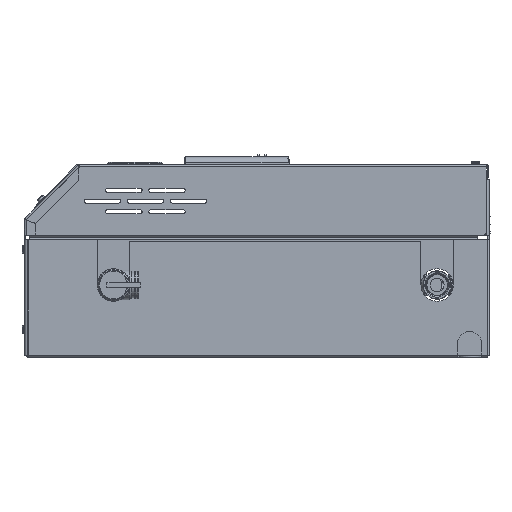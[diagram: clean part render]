
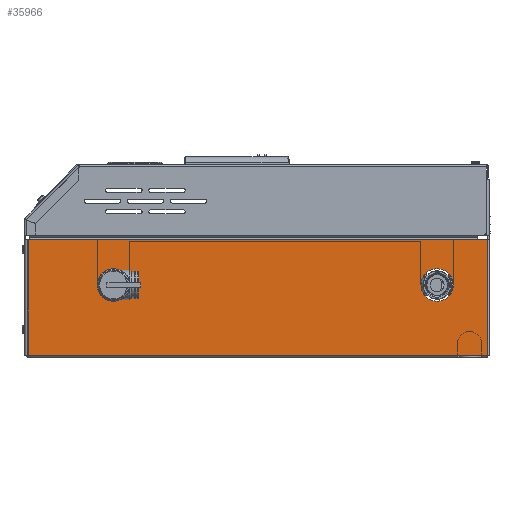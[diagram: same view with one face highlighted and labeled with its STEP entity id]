
A CAD part, left-side view. The second image highlights one B-rep face of the part: STEP entity #35966.
In plain terms, the highlighted planar face has unit normal (-1, 0, 0).
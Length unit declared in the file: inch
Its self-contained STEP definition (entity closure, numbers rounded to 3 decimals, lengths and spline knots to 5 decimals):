
#1791 = DIRECTION ( 'NONE',  ( 1., 0., 0. ) ) ;
#2281 = DIRECTION ( 'NONE',  ( 0., 1., 0. ) ) ;
#2348 = CARTESIAN_POINT ( 'NONE',  ( -4.45312, 11.84725, -0.124 ) ) ;
#3669 = LINE ( 'NONE', #28169, #36792 ) ;
#6227 = ORIENTED_EDGE ( 'NONE', *, *, #105018, .F. ) ;
#7721 = DIRECTION ( 'NONE',  ( 0., 1., 0. ) ) ;
#7995 = CARTESIAN_POINT ( 'NONE',  ( -4.45312, 11.75485, 2.5635 ) ) ;
#9454 = LINE ( 'NONE', #41488, #56140 ) ;
#10836 = LINE ( 'NONE', #19275, #19505 ) ;
#11276 = EDGE_CURVE ( 'NONE', #72102, #72102, #89694, .T. ) ;
#12394 = CARTESIAN_POINT ( 'NONE',  ( -4.45313, -9.12015, 2.5635 ) ) ;
#12730 = VECTOR ( 'NONE', #61589, 39.37008 ) ;
#14131 = EDGE_CURVE ( 'NONE', #36557, #104793, #9454, .T. ) ;
#16361 = ORIENTED_EDGE ( 'NONE', *, *, #67418, .F. ) ;
#17742 = PLANE ( 'NONE',  #48933 ) ;
#19275 = CARTESIAN_POINT ( 'NONE',  ( -4.45313, -9.59025, 2.5635 ) ) ;
#19505 = VECTOR ( 'NONE', #20835, 39.37008 ) ;
#20835 = DIRECTION ( 'NONE',  ( 0., 0., -1. ) ) ;
#20904 = EDGE_CURVE ( 'NONE', #61534, #35067, #46765, .T. ) ;
#21858 = EDGE_LOOP ( 'NONE', ( #61278, #44690, #77585, #16361, #25677, #6227 ) ) ;
#23794 = EDGE_CURVE ( 'NONE', #26251, #42592, #10836, .T. ) ;
#25677 = ORIENTED_EDGE ( 'NONE', *, *, #20904, .T. ) ;
#26251 = VERTEX_POINT ( 'NONE', #61984 ) ;
#27371 = FACE_OUTER_BOUND ( 'NONE', #21858, .T. ) ;
#28169 = CARTESIAN_POINT ( 'NONE',  ( -4.45312, 11.81735, 2.5635 ) ) ;
#29713 = DIRECTION ( 'NONE',  ( 1., 0., 0. ) ) ;
#34736 = DIRECTION ( 'NONE',  ( 0., 1., 0. ) ) ;
#35067 = VERTEX_POINT ( 'NONE', #71909 ) ;
#35107 = CARTESIAN_POINT ( 'NONE',  ( -4.45313, -9.59025, -2.8115 ) ) ;
#35966 = ADVANCED_FACE ( 'NONE', ( #50434, #100539, #27371 ), #17742, .F. ) ;
#36557 = VERTEX_POINT ( 'NONE', #92709 ) ;
#36792 = VECTOR ( 'NONE', #85298, 39.37008 ) ;
#39926 = EDGE_LOOP ( 'NONE', ( #71725 ) ) ;
#41488 = CARTESIAN_POINT ( 'NONE',  ( -4.45312, 11.75485, 2.5635 ) ) ;
#42592 = VERTEX_POINT ( 'NONE', #35107 ) ;
#44690 = ORIENTED_EDGE ( 'NONE', *, *, #77310, .F. ) ;
#46765 = LINE ( 'NONE', #104861, #63898 ) ;
#48933 = AXIS2_PLACEMENT_3D ( 'NONE', #2348, #1791, #99494 ) ;
#50434 = FACE_BOUND ( 'NONE', #55172, .T. ) ;
#50916 = DIRECTION ( 'NONE',  ( 1., 0., 0. ) ) ;
#52102 = LINE ( 'NONE', #102761, #92118 ) ;
#54704 = LINE ( 'NONE', #102211, #12730 ) ;
#55172 = EDGE_LOOP ( 'NONE', ( #99011 ) ) ;
#56140 = VECTOR ( 'NONE', #65457, 39.37008 ) ;
#57093 = VERTEX_POINT ( 'NONE', #58127 ) ;
#58127 = CARTESIAN_POINT ( 'NONE',  ( -4.45312, 8.5, 0.4375 ) ) ;
#61278 = ORIENTED_EDGE ( 'NONE', *, *, #14131, .F. ) ;
#61534 = VERTEX_POINT ( 'NONE', #12394 ) ;
#61589 = DIRECTION ( 'NONE',  ( 0., -1., 0. ) ) ;
#61984 = CARTESIAN_POINT ( 'NONE',  ( -4.45313, -9.59025, 2.5635 ) ) ;
#63898 = VECTOR ( 'NONE', #7721, 39.37008 ) ;
#64008 = AXIS2_PLACEMENT_3D ( 'NONE', #100485, #50916, #2281 ) ;
#65457 = DIRECTION ( 'NONE',  ( 0., 0., 1. ) ) ;
#67418 = EDGE_CURVE ( 'NONE', #61534, #26251, #54704, .T. ) ;
#70330 = CARTESIAN_POINT ( 'NONE',  ( -4.45313, -7.25, 0.4375 ) ) ;
#71725 = ORIENTED_EDGE ( 'NONE', *, *, #11276, .T. ) ;
#71909 = CARTESIAN_POINT ( 'NONE',  ( -4.45313, 11.65975, 2.5635 ) ) ;
#72102 = VERTEX_POINT ( 'NONE', #89120 ) ;
#77310 = EDGE_CURVE ( 'NONE', #42592, #36557, #52102, .T. ) ;
#77585 = ORIENTED_EDGE ( 'NONE', *, *, #23794, .F. ) ;
#81138 = AXIS2_PLACEMENT_3D ( 'NONE', #70330, #29713, #34736 ) ;
#85298 = DIRECTION ( 'NONE',  ( 0., -1., 0. ) ) ;
#85644 = DIRECTION ( 'NONE',  ( 0., 1., 0. ) ) ;
#89120 = CARTESIAN_POINT ( 'NONE',  ( -4.45313, -6.5, 0.4375 ) ) ;
#89694 = CIRCLE ( 'NONE', #81138, 0.75 ) ;
#92118 = VECTOR ( 'NONE', #85644, 39.37008 ) ;
#92709 = CARTESIAN_POINT ( 'NONE',  ( -4.45312, 11.75485, -2.8115 ) ) ;
#98117 = CIRCLE ( 'NONE', #64008, 0.75 ) ;
#99011 = ORIENTED_EDGE ( 'NONE', *, *, #104023, .T. ) ;
#99494 = DIRECTION ( 'NONE',  ( 0., 1., 0. ) ) ;
#100485 = CARTESIAN_POINT ( 'NONE',  ( -4.45312, 7.75, 0.4375 ) ) ;
#100539 = FACE_BOUND ( 'NONE', #39926, .T. ) ;
#102211 = CARTESIAN_POINT ( 'NONE',  ( -4.45312, 11.81735, 2.5635 ) ) ;
#102761 = CARTESIAN_POINT ( 'NONE',  ( -4.45313, -9.59025, -2.8115 ) ) ;
#104023 = EDGE_CURVE ( 'NONE', #57093, #57093, #98117, .T. ) ;
#104793 = VERTEX_POINT ( 'NONE', #7995 ) ;
#104861 = CARTESIAN_POINT ( 'NONE',  ( -4.45313, -9.12015, 2.5635 ) ) ;
#105018 = EDGE_CURVE ( 'NONE', #104793, #35067, #3669, .T. ) ;
